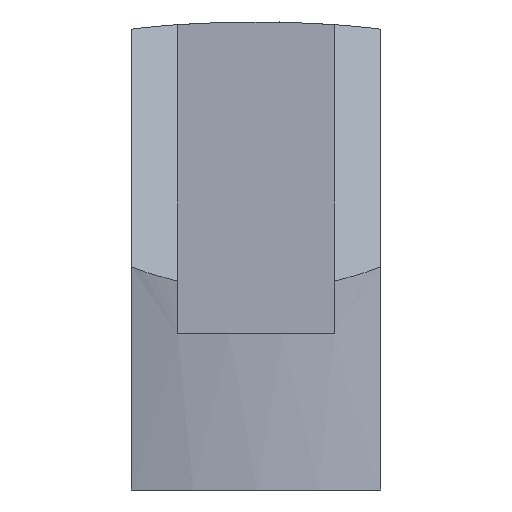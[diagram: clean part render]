
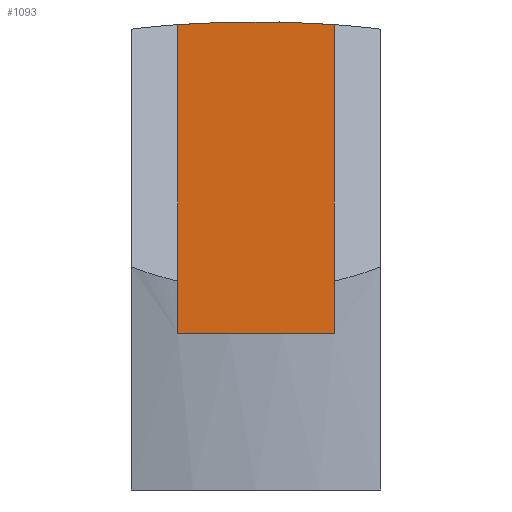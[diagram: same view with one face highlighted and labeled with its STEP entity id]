
A CAD part, front view. The second image highlights one B-rep face of the part: STEP entity #1093.
In plain terms, the highlighted planar face has unit normal (0, -1, 0).
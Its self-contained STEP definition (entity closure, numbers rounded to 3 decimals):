
#42=PLANE('',#1232);
#146=LINE('',#2340,#207);
#164=LINE('',#2465,#225);
#165=LINE('',#2467,#226);
#207=VECTOR('',#1450,10.);
#225=VECTOR('',#1522,10.);
#226=VECTOR('',#1525,10.);
#316=FACE_OUTER_BOUND('',#386,.T.);
#386=EDGE_LOOP('',(#1023,#1024,#1025,#1026));
#413=CIRCLE('',#1167,83.633);
#486=VERTEX_POINT('',#2060);
#487=VERTEX_POINT('',#2062);
#525=VERTEX_POINT('',#2337);
#526=VERTEX_POINT('',#2339);
#613=EDGE_CURVE('',#487,#486,#413,.T.);
#670=EDGE_CURVE('',#526,#525,#146,.T.);
#701=EDGE_CURVE('',#486,#526,#164,.T.);
#702=EDGE_CURVE('',#487,#525,#165,.T.);
#1023=ORIENTED_EDGE('',*,*,#613,.T.);
#1024=ORIENTED_EDGE('',*,*,#701,.T.);
#1025=ORIENTED_EDGE('',*,*,#670,.T.);
#1026=ORIENTED_EDGE('',*,*,#702,.F.);
#1093=ADVANCED_FACE('',(#316),#42,.F.);
#1167=AXIS2_PLACEMENT_3D('',#2063,#1355,#1356);
#1232=AXIS2_PLACEMENT_3D('',#2468,#1526,#1527);
#1355=DIRECTION('center_axis',(0.,-1.,0.));
#1356=DIRECTION('ref_axis',(0.12,0.,-0.993));
#1450=DIRECTION('',(1.,0.,0.));
#1522=DIRECTION('',(0.,0.,-1.));
#1525=DIRECTION('',(0.,0.,-1.));
#1526=DIRECTION('center_axis',(0.,1.,0.));
#1527=DIRECTION('ref_axis',(1.,0.,0.));
#2060=CARTESIAN_POINT('',(-6.25,-36.504,18.516));
#2062=CARTESIAN_POINT('',(6.25,-36.504,18.516));
#2063=CARTESIAN_POINT('Origin',(0.,-36.504,-64.883));
#2337=CARTESIAN_POINT('',(6.25,-36.504,-6.25));
#2339=CARTESIAN_POINT('',(-6.25,-36.504,-6.25));
#2340=CARTESIAN_POINT('',(10.,-36.504,-6.25));
#2465=CARTESIAN_POINT('',(-6.25,-36.504,18.75));
#2467=CARTESIAN_POINT('',(6.25,-36.504,18.75));
#2468=CARTESIAN_POINT('Origin',(-6.25,-36.504,18.75));
